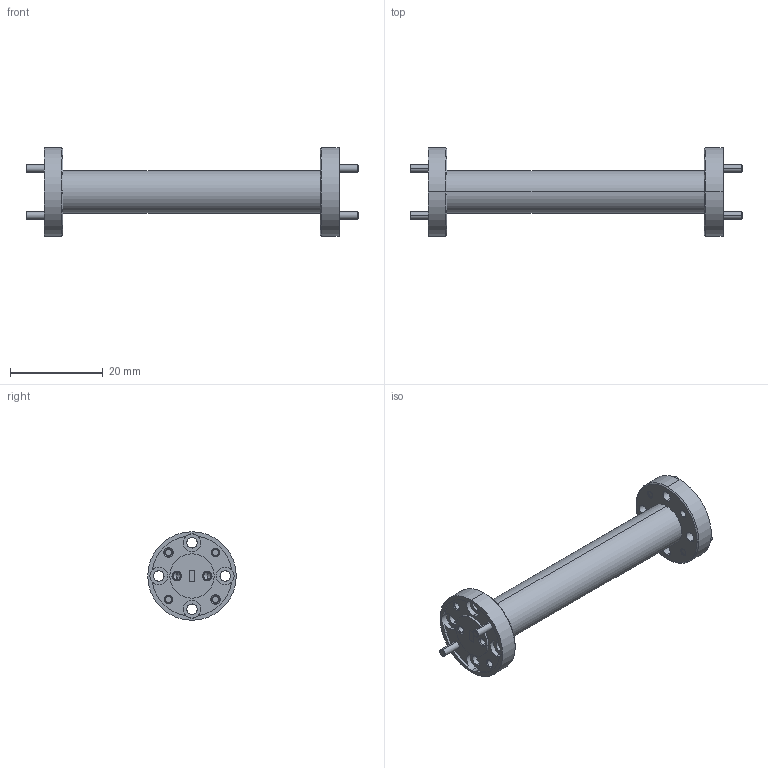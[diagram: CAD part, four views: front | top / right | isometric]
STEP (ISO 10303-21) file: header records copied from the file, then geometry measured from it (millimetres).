
FILE_DESCRIPTION (( 'STEP AP203' ), '1' );
FILE_NAME ('STQ-WG-10025-F1-A-R.STEP', '2020-11-11T01:04:39', ( '' ), ( '' ), 'SwSTEP 2.0', 'SolidWorks 2020', '' );
FILE_SCHEMA (( 'CONFIG_CONTROL_DESIGN' ));
Length unit declared in the file: millimetre
Products named in the file (1): STQ-WG-10025-F1-A-R
Bounding box: 71.44 x 19.05 x 19.05 mm (x, y, z)
Volume: 5570.9 mm3; surface area: 3701.8 mm2
Topology: 5 solids, 5 shells, 168 faces, 398 edges, 244 vertices
Faces by surface type: cylinder 82, cone 52, plane 34
Entity records: 4967 total; most frequent: DIRECTION 952, CARTESIAN_POINT 803, ORIENTED_EDGE 780, AXIS2_PLACEMENT_3D 393, EDGE_CURVE 390, VERTEX_POINT 244, CIRCLE 224, EDGE_LOOP 212
